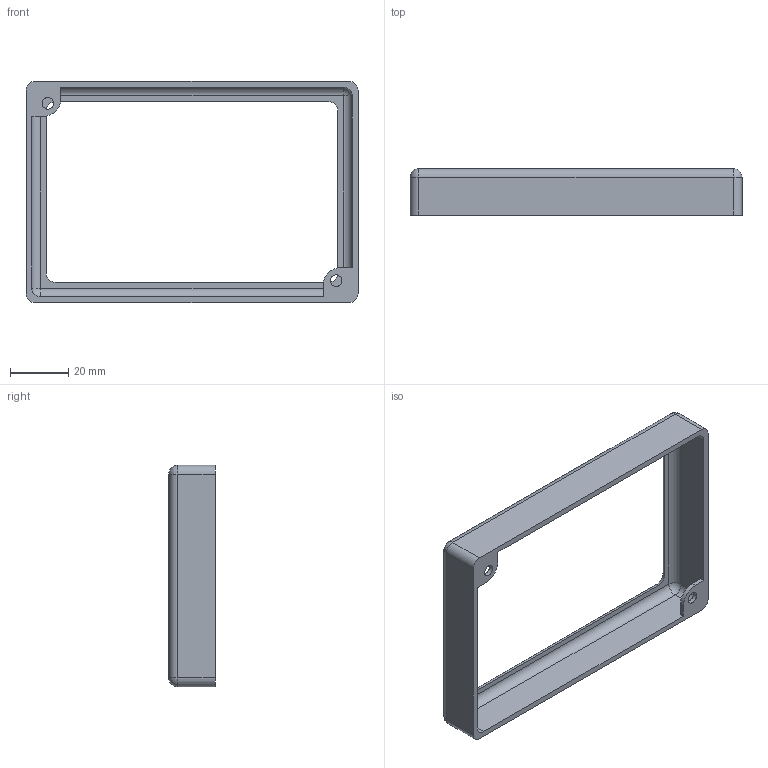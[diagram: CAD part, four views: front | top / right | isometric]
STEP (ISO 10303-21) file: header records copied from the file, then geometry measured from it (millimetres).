
FILE_DESCRIPTION(/* description */ (''),/* implementation_level */ '2;1');
FILE_NAME(/* name */ 'ATC_display_mount_plexiglas v2.step',/* time_stamp */ '2021-01-22T21:45:53+01:00',/* author */ (''),/* organization */ (''),/* preprocessor_version */ 'ST-DEVELOPER v18.1',/* originating_system */ 'Autodesk Translation Framework v9.7.1.1290',/* authorisation */ '');
FILE_SCHEMA (('AUTOMOTIVE_DESIGN { 1 0 10303 214 3 1 1 }'));
Length unit declared in the file: millimetre
Products named in the file (1): ATC_display_mount_plexiglas
Bounding box: 114 x 16 x 76 mm (x, y, z)
Volume: 15270.3 mm3; surface area: 15707.5 mm2
Topology: 1 solids, 1 shells, 53 faces, 126 edges, 76 vertices
Faces by surface type: cylinder 24, plane 17, sphere 8, torus 4
Full cylindrical faces by diameter (mm): 4 x2
Entity records: 1565 total; most frequent: DIRECTION 290, CARTESIAN_POINT 256, ORIENTED_EDGE 252, EDGE_CURVE 126, AXIS2_PLACEMENT_3D 110, VERTEX_POINT 76, LINE 70, VECTOR 70
